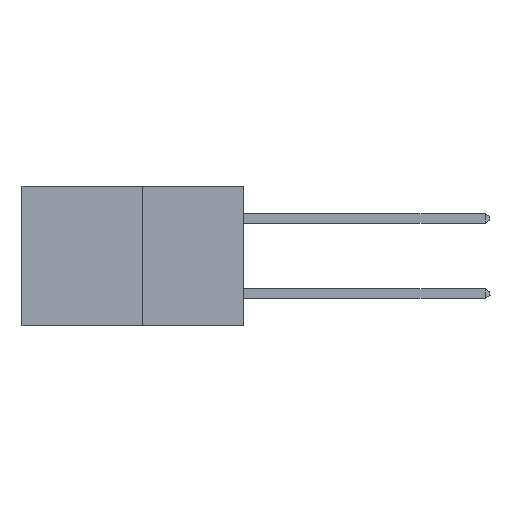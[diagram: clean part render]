
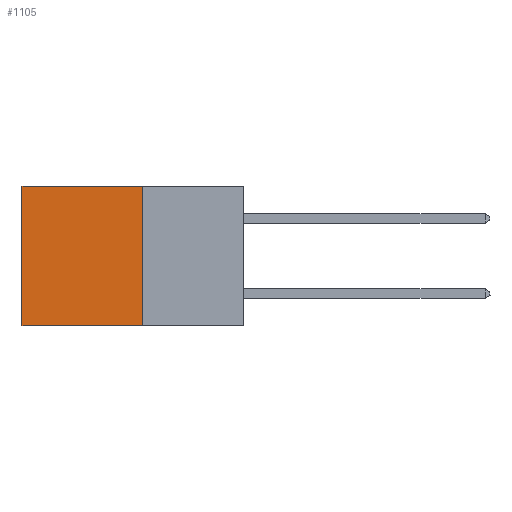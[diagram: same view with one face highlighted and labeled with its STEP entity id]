
A CAD part, left-side view. The second image highlights one B-rep face of the part: STEP entity #1105.
In plain terms, the highlighted planar face has unit normal (-1, 0, 0).
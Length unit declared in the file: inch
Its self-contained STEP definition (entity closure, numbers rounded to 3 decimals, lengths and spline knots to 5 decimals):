
#359 = VERTEX_POINT ( 'NONE', #4708 ) ;
#411 = CARTESIAN_POINT ( 'NONE',  ( 0.277, 0.59, 0. ) ) ;
#447 = LINE ( 'NONE', #2575, #10372 ) ;
#1105 = ADVANCED_FACE ( 'NONE', ( #4557 ), #6924, .F. ) ;
#1189 = EDGE_LOOP ( 'NONE', ( #9845, #3986, #7971, #4948 ) ) ;
#1634 = DIRECTION ( 'NONE',  ( 0., 0., -1. ) ) ;
#2005 = LINE ( 'NONE', #6697, #6160 ) ;
#2091 = DIRECTION ( 'NONE',  ( 0., 0., -1. ) ) ;
#2137 = EDGE_CURVE ( 'NONE', #3830, #8535, #7691, .T. ) ;
#2575 = CARTESIAN_POINT ( 'NONE',  ( 0.277, 0.59, -0.37 ) ) ;
#2616 = CARTESIAN_POINT ( 'NONE',  ( 0.277, 0.27, -0.37 ) ) ;
#3295 = VECTOR ( 'NONE', #6286, 39.37008 ) ;
#3511 = DIRECTION ( 'NONE',  ( 0., 1., 0. ) ) ;
#3830 = VERTEX_POINT ( 'NONE', #10089 ) ;
#3986 = ORIENTED_EDGE ( 'NONE', *, *, #10262, .F. ) ;
#4156 = AXIS2_PLACEMENT_3D ( 'NONE', #9781, #9088, #1634 ) ;
#4557 = FACE_OUTER_BOUND ( 'NONE', #1189, .T. ) ;
#4708 = CARTESIAN_POINT ( 'NONE',  ( 0.277, 0.59, -0.37 ) ) ;
#4948 = ORIENTED_EDGE ( 'NONE', *, *, #8093, .T. ) ;
#5456 = LINE ( 'NONE', #6253, #3295 ) ;
#5608 = VECTOR ( 'NONE', #2091, 39.37008 ) ;
#6160 = VECTOR ( 'NONE', #3511, 39.37008 ) ;
#6253 = CARTESIAN_POINT ( 'NONE',  ( 0.277, 0.27, 0. ) ) ;
#6286 = DIRECTION ( 'NONE',  ( 0., 1., 0. ) ) ;
#6649 = CARTESIAN_POINT ( 'NONE',  ( 0.277, 0.27, -0.37 ) ) ;
#6697 = CARTESIAN_POINT ( 'NONE',  ( 0.277, 0.27, -0.37 ) ) ;
#6924 = PLANE ( 'NONE',  #4156 ) ;
#7691 = LINE ( 'NONE', #2616, #5608 ) ;
#7798 = VERTEX_POINT ( 'NONE', #411 ) ;
#7971 = ORIENTED_EDGE ( 'NONE', *, *, #2137, .F. ) ;
#8093 = EDGE_CURVE ( 'NONE', #3830, #7798, #5456, .T. ) ;
#8508 = EDGE_CURVE ( 'NONE', #7798, #359, #447, .T. ) ;
#8535 = VERTEX_POINT ( 'NONE', #6649 ) ;
#8908 = DIRECTION ( 'NONE',  ( 0., 0., -1. ) ) ;
#9088 = DIRECTION ( 'NONE',  ( 1., 0., 0. ) ) ;
#9781 = CARTESIAN_POINT ( 'NONE',  ( 0.277, 0.27, -0.37 ) ) ;
#9845 = ORIENTED_EDGE ( 'NONE', *, *, #8508, .T. ) ;
#10089 = CARTESIAN_POINT ( 'NONE',  ( 0.277, 0.27, 0. ) ) ;
#10262 = EDGE_CURVE ( 'NONE', #8535, #359, #2005, .T. ) ;
#10372 = VECTOR ( 'NONE', #8908, 39.37008 ) ;
